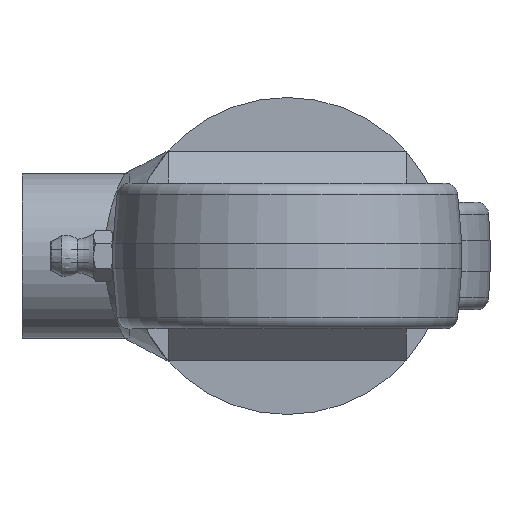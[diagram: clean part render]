
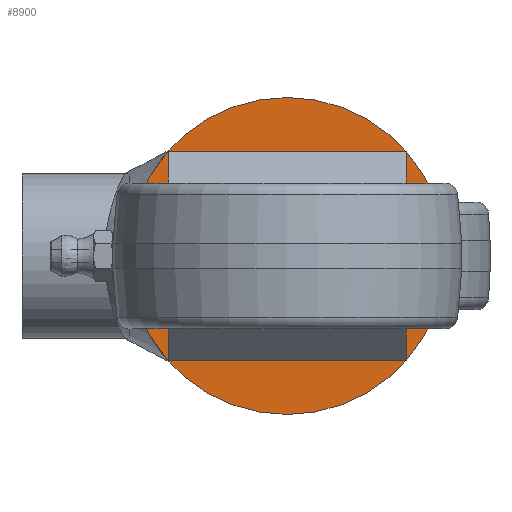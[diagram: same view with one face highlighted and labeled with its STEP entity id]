
A CAD part, left-side view. The second image highlights one B-rep face of the part: STEP entity #8900.
In plain terms, the highlighted planar face has unit normal (-1, 0, 0).
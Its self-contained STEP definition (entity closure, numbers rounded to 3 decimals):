
#799=CIRCLE('',#9987,25.);
#1423=FACE_OUTER_BOUND('',#1977,.T.);
#1977=EDGE_LOOP('',(#8069));
#4338=VERTEX_POINT('',#17625);
#5586=EDGE_CURVE('',#4338,#4338,#799,.T.);
#8069=ORIENTED_EDGE('',*,*,#5586,.F.);
#8403=PLANE('',#9989);
#8900=ADVANCED_FACE('',(#1423),#8403,.F.);
#9987=AXIS2_PLACEMENT_3D('',#17627,#12390,#12391);
#9989=AXIS2_PLACEMENT_3D('',#17629,#12394,#12395);
#12390=DIRECTION('center_axis',(1.,0.,0.));
#12391=DIRECTION('ref_axis',(0.,1.,0.));
#12394=DIRECTION('center_axis',(1.,0.,0.));
#12395=DIRECTION('ref_axis',(0.,0.,-1.));
#17625=CARTESIAN_POINT('',(0.,-25.,0.));
#17627=CARTESIAN_POINT('Origin',(0.,0.,0.));
#17629=CARTESIAN_POINT('Origin',(0.,0.,0.));
